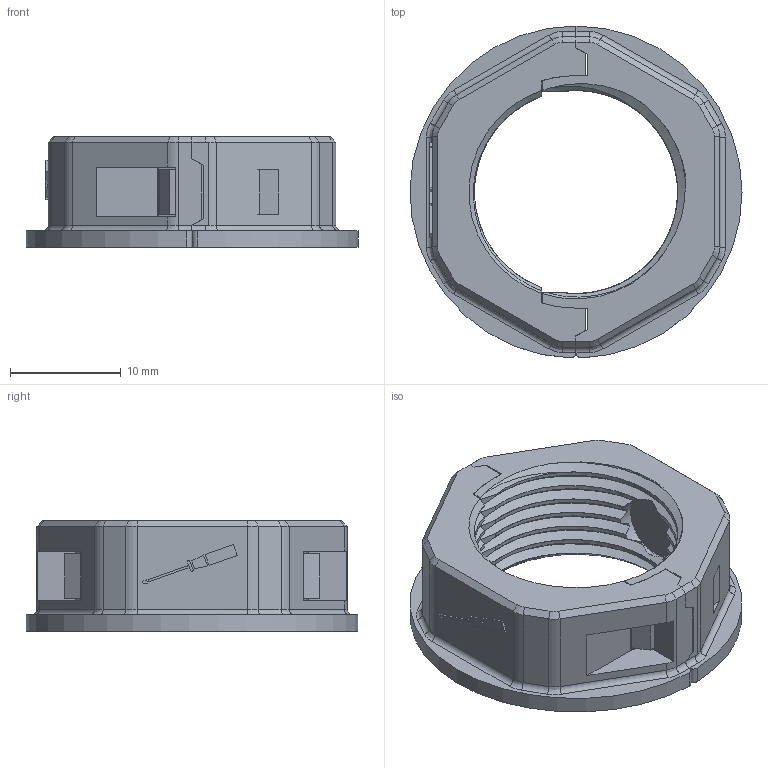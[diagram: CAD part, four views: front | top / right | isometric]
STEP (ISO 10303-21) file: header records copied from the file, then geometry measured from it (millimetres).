
FILE_DESCRIPTION (( 'STEP AP203' ), '1' );
FILE_NAME ('836103.step', '2023-06-13T19:07:18', ( '' ), ( '' ), 'SwSTEP 2.0', 'SolidWorks 2021', '' );
FILE_SCHEMA (( 'CONFIG_CONTROL_DESIGN' ));
Length unit declared in the file: inch
Products named in the file (1): 836103
Bounding box: 30 x 29.99 x 10 mm (x, y, z)
Volume: 2878 mm3; surface area: 3154.2 mm2
Topology: 2 solids, 2 shells, 439 faces, 1215 edges, 790 vertices
Faces by surface type: plane 220, bspline 118, cylinder 83, cone 18
Entity records: 21461 total; most frequent: CARTESIAN_POINT 11237, ORIENTED_EDGE 2430, DIRECTION 1571, EDGE_CURVE 1215, VERTEX_POINT 790, LINE 705, VECTOR 705, EDGE_LOOP 457
